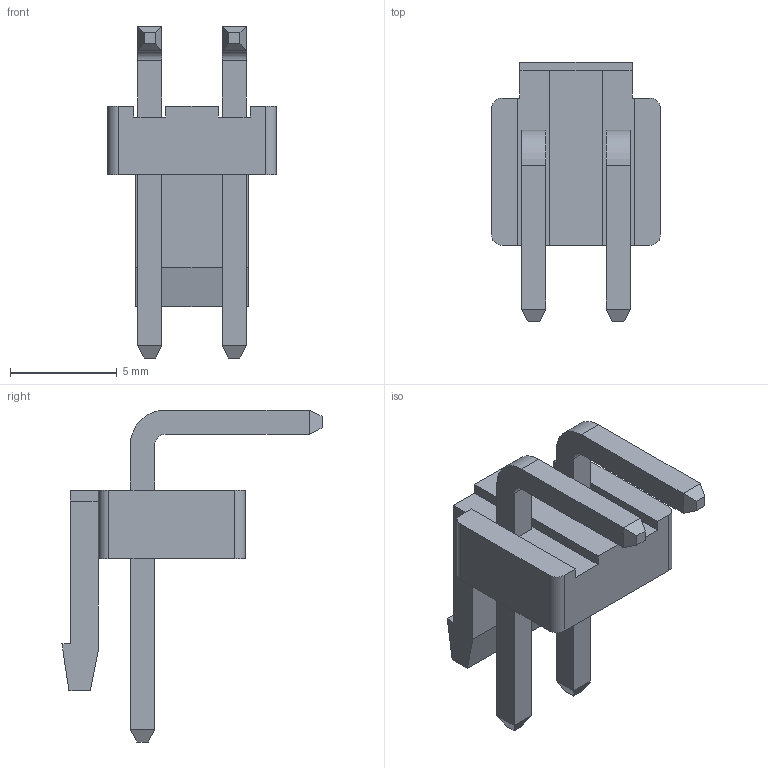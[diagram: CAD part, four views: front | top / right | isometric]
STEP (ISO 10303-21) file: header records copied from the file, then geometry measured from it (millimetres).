
FILE_DESCRIPTION (( 'STEP AP214' ), '1' );
FILE_NAME ('1744428-2.STEP', '2022-08-06T19:26:44', ( '' ), ( '' ), 'SwSTEP 2.0', 'SolidWorks 2022', '' );
FILE_SCHEMA (( 'AUTOMOTIVE_DESIGN' ));
Length unit declared in the file: millimetre
Products named in the file (1): 1744428-2
Bounding box: 7.92 x 12.2 x 15.57 mm (x, y, z)
Volume: 278.9 mm3; surface area: 544.5 mm2
Topology: 3 solids, 3 shells, 71 faces, 177 edges, 112 vertices
Faces by surface type: plane 63, cylinder 8
Entity records: 2123 total; most frequent: CARTESIAN_POINT 361, ORIENTED_EDGE 354, DIRECTION 337, EDGE_CURVE 177, LINE 161, VECTOR 161, VERTEX_POINT 112, AXIS2_PLACEMENT_3D 88
